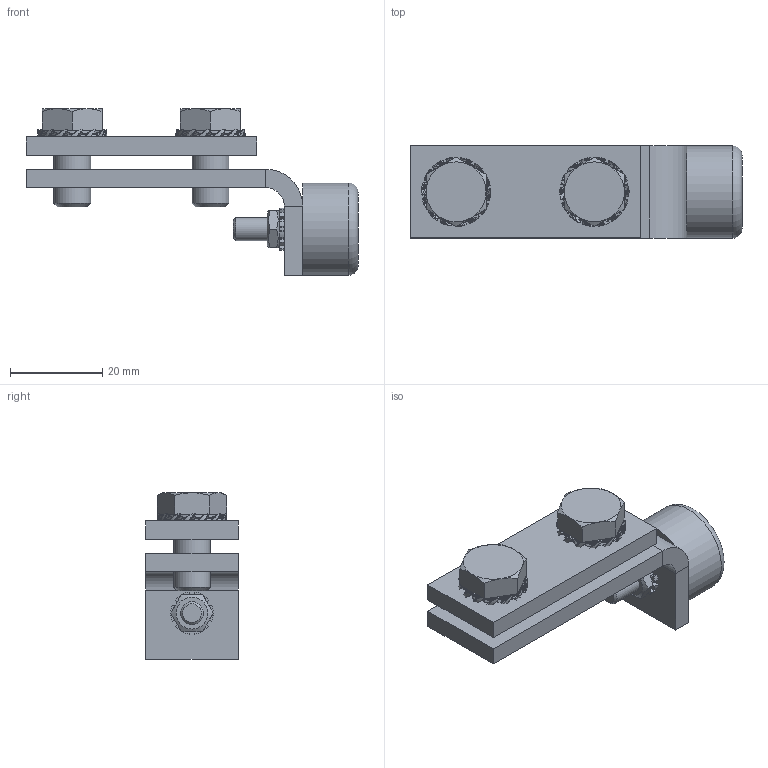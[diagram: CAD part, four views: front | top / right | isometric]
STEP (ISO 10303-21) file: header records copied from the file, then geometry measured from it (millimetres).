
FILE_DESCRIPTION(/* description */ (''),/* implementation_level */ '2;1');
FILE_NAME(/* name */ '9139XA2.stp',/* time_stamp */ '2019-08-23T08:24:37+02:00',/* author */ ('Florian'),/* organization */ (''),/* preprocessor_version */ 'ST-DEVELOPER v17.2',/* originating_system */ 'Autodesk Inventor 2019',/* authorisation */ '');
FILE_SCHEMA (('AUTOMOTIVE_DESIGN { 1 0 10303 214 3 1 1 }'));
Products named in the file (9): 9139XA2; 18391_equerre; 18391_platine; 04597; 06038; 04023; 09127; 09074; 14023
Assembly tree (10 placements, depth 2):
  9139XA2
    18391_equerre
    18391_platine
    04597
    06038
    04023  x2
    09127
    09074  x2
    14023
Bounding box: 72 x 20 x 36.1 mm (x, y, z)
Volume: 16078.5 mm3; surface area: 11442.9 mm2
Topology: 10 solids, 10 shells, 1940 faces, 5668 edges, 3777 vertices
Faces by surface type: cylinder 1632, plane 263, bspline 22, cone 20, torus 3
Full cylindrical faces by diameter (mm): 1.151 x2, 1.25 x2, 4.134 x1, 5 x1, 5.1 x1, 6 x1, 6.2 x1, 6.647 x2, 8 x2, 8.2 x2, 8.4 x2, 8.5 x1, 11.63 x2, 12 x1, 20 x1
Entity records: 45805 total; most frequent: CARTESIAN_POINT 20097, ORIENTED_EDGE 6456, DIRECTION 3630, EDGE_CURVE 3228, B_SPLINE_CURVE_WITH_KNOTS 2186, VERTEX_POINT 2152, AXIS2_PLACEMENT_3D 1502, EDGE_LOOP 1166
